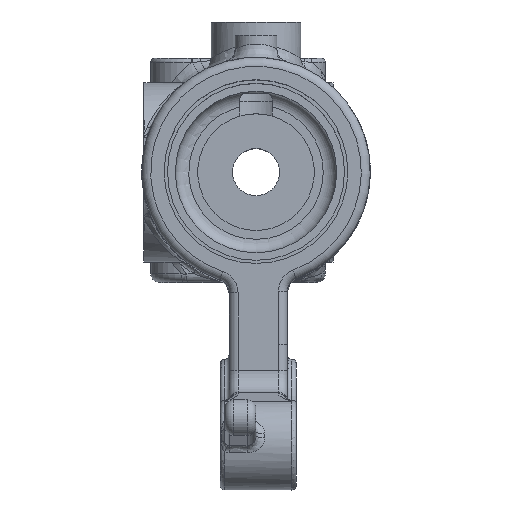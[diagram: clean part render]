
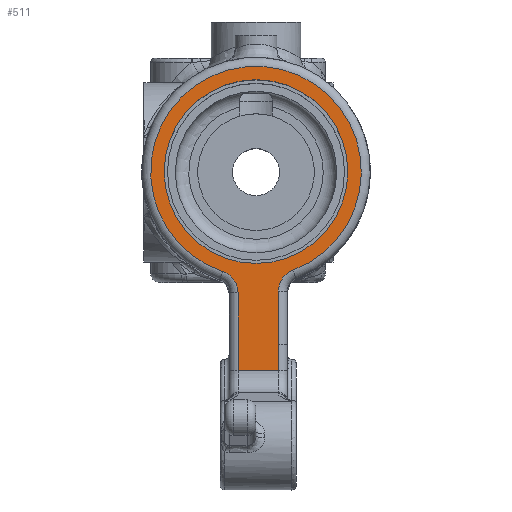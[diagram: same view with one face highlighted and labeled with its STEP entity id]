
A CAD part, top view. The second image highlights one B-rep face of the part: STEP entity #511.
In plain terms, the highlighted planar face has unit normal (0, 0, 1).
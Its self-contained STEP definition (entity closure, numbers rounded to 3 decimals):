
#511=ADVANCED_FACE('',(#1454,#1455),#1456,.T.);
#1454=FACE_OUTER_BOUND('',#2919,.T.);
#1455=FACE_BOUND('',#2920,.T.);
#1456=PLANE('',#2921);
#2919=EDGE_LOOP('',(#19212,#19213,#19214,#19215,#19216,#19217,#19218));
#2920=EDGE_LOOP('',(#19219));
#2921=AXIS2_PLACEMENT_3D('',#19220,#19221,#19222);
#19212=ORIENTED_EDGE('',*,*,#22526,.F.);
#19213=ORIENTED_EDGE('',*,*,#22527,.F.);
#19214=ORIENTED_EDGE('',*,*,#22528,.F.);
#19215=ORIENTED_EDGE('',*,*,#22529,.F.);
#19216=ORIENTED_EDGE('',*,*,#22530,.F.);
#19217=ORIENTED_EDGE('',*,*,#22531,.F.);
#19218=ORIENTED_EDGE('',*,*,#22532,.F.);
#19219=ORIENTED_EDGE('',*,*,#22533,.T.);
#19220=CARTESIAN_POINT('',(0.0,0.0,0.0));
#19221=DIRECTION('',(0.0,0.0,1.0));
#19222=DIRECTION('',(1.0,0.0,0.0));
#22526=EDGE_CURVE('',#24011,#24012,#24013,.T.);
#22527=EDGE_CURVE('',#24014,#24011,#24015,.F.);
#22528=EDGE_CURVE('',#24016,#24014,#24017,.T.);
#22529=EDGE_CURVE('',#24018,#24016,#24019,.F.);
#22530=EDGE_CURVE('',#24020,#24018,#24021,.F.);
#22531=EDGE_CURVE('',#24022,#24020,#24023,.F.);
#22532=EDGE_CURVE('',#24012,#24022,#24024,.F.);
#22533=EDGE_CURVE('',#24025,#24025,#24026,.T.);
#24011=VERTEX_POINT('',#26443);
#24012=VERTEX_POINT('',#26444);
#24013=LINE('',#26445,#26446);
#24014=VERTEX_POINT('',#26447);
#24015=CIRCLE('',#26448,5.0);
#24016=VERTEX_POINT('',#26449);
#24017=CIRCLE('',#26450,23.5);
#24018=VERTEX_POINT('',#26451);
#24019=CIRCLE('',#26452,5.0);
#24020=VERTEX_POINT('',#26453);
#24021=LINE('',#26454,#26455);
#24022=VERTEX_POINT('',#26456);
#24023=B_SPLINE_CURVE_WITH_KNOTS('',3,(#26457,#26458,#26459,#26460),.UNSPECIFIED.,.F.,.F.,(4,4),(0.267,0.867),.UNSPECIFIED.);
#24024=LINE('',#26461,#26462);
#24025=VERTEX_POINT('',#26463);
#24026=CIRCLE('',#26464,20.5);
#26443=CARTESIAN_POINT('',(5.,-26.688,0.0));
#26444=CARTESIAN_POINT('',(5.,-38.576,0.0));
#26445=CARTESIAN_POINT('',(5.,0.0,0.0));
#26446=VECTOR('',#31603,1.0);
#26447=CARTESIAN_POINT('',(8.246,-22.006,0.0));
#26448=AXIS2_PLACEMENT_3D('',#31604,#31605,#31606);
#26449=CARTESIAN_POINT('',(-7.421,-22.297,0.0));
#26450=AXIS2_PLACEMENT_3D('',#31607,#31608,#31609);
#26451=CARTESIAN_POINT('',(-4.,-27.042,0.0));
#26452=AXIS2_PLACEMENT_3D('',#31610,#31611,#31612);
#26453=CARTESIAN_POINT('',(-4.,-44.386,0.));
#26454=CARTESIAN_POINT('',(-4.,0.0,0.0));
#26455=VECTOR('',#31613,1.0);
#26456=CARTESIAN_POINT('',(5.,-44.386,0.));
#26457=CARTESIAN_POINT('',(-4.,-44.386,0.));
#26458=CARTESIAN_POINT('',(-1.,-44.386,0.));
#26459=CARTESIAN_POINT('',(2.,-44.386,0.));
#26460=CARTESIAN_POINT('',(5.,-44.386,0.));
#26461=CARTESIAN_POINT('',(5.,0.0,0.0));
#26462=VECTOR('',#31614,1.0);
#26463=CARTESIAN_POINT('',(20.5,0.0,0.0));
#26464=AXIS2_PLACEMENT_3D('',#31615,#31616,#31617);
#31603=DIRECTION('',(0.0,-1.0,0.0));
#31604=CARTESIAN_POINT('',(10.,-26.688,0.0));
#31605=DIRECTION('',(0.0,0.0,-1.0));
#31606=DIRECTION('',(1.0,0.0,0.0));
#31607=CARTESIAN_POINT('',(0.0,0.0,0.0));
#31608=DIRECTION('',(0.0,0.0,-1.0));
#31609=DIRECTION('',(1.0,0.0,0.0));
#31610=CARTESIAN_POINT('',(-9.,-27.042,0.0));
#31611=DIRECTION('',(0.0,0.0,-1.0));
#31612=DIRECTION('',(1.0,0.0,0.0));
#31613=DIRECTION('',(0.0,-1.0,0.0));
#31614=DIRECTION('',(0.0,1.0,0.0));
#31615=CARTESIAN_POINT('',(0.0,0.0,0.0));
#31616=DIRECTION('',(0.0,0.0,-1.0));
#31617=DIRECTION('',(1.0,0.0,0.0));
